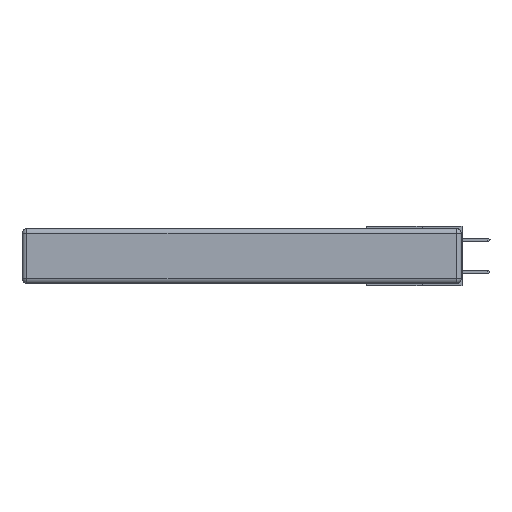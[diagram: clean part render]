
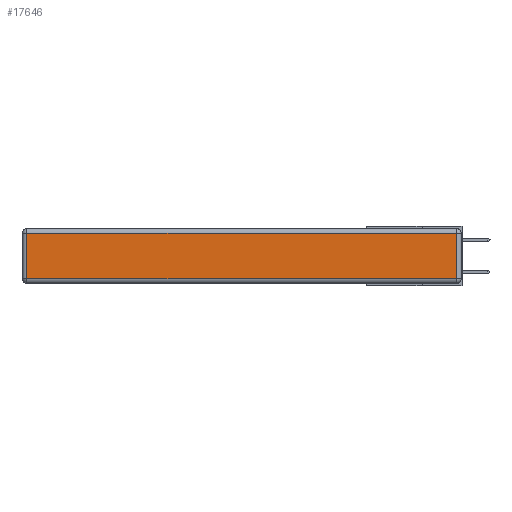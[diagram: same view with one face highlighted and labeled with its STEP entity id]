
A CAD part, left-side view. The second image highlights one B-rep face of the part: STEP entity #17646.
In plain terms, the highlighted planar face has unit normal (-1, 0, 0).
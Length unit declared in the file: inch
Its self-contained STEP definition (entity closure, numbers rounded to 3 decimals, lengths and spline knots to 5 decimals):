
#101 = VECTOR ( 'NONE', #11212, 39.37008 ) ;
#236 = CARTESIAN_POINT ( 'NONE',  ( 0., 2.72, -0.343 ) ) ;
#2177 = PLANE ( 'NONE',  #16218 ) ;
#3008 = ORIENTED_EDGE ( 'NONE', *, *, #18688, .T. ) ;
#3622 = DIRECTION ( 'NONE',  ( -1., 0., 0. ) ) ;
#5598 = CARTESIAN_POINT ( 'NONE',  ( 0., 2.75, -0.03 ) ) ;
#5651 = VECTOR ( 'NONE', #7286, 39.37008 ) ;
#6751 = CARTESIAN_POINT ( 'NONE',  ( 0., 0., -0.313 ) ) ;
#7286 = DIRECTION ( 'NONE',  ( 0., 0., 1. ) ) ;
#7630 = ORIENTED_EDGE ( 'NONE', *, *, #24548, .T. ) ;
#8697 = CARTESIAN_POINT ( 'NONE',  ( 0., 0.03, -0.313 ) ) ;
#9441 = DIRECTION ( 'NONE',  ( 0., 0., -1. ) ) ;
#9866 = LINE ( 'NONE', #236, #27421 ) ;
#10996 = ORIENTED_EDGE ( 'NONE', *, *, #26554, .T. ) ;
#11212 = DIRECTION ( 'NONE',  ( 0., -1., 0. ) ) ;
#11431 = CARTESIAN_POINT ( 'NONE',  ( 0., 2.72, -0.03 ) ) ;
#12362 = CARTESIAN_POINT ( 'NONE',  ( 0., 0.03, -0.03 ) ) ;
#12458 = LINE ( 'NONE', #5598, #21765 ) ;
#12595 = CARTESIAN_POINT ( 'NONE',  ( 0., 2.72, -0.313 ) ) ;
#13113 = EDGE_LOOP ( 'NONE', ( #7630, #3008, #10996, #18155 ) ) ;
#13776 = VERTEX_POINT ( 'NONE', #12362 ) ;
#14097 = EDGE_CURVE ( 'NONE', #15774, #19418, #9866, .T. ) ;
#15774 = VERTEX_POINT ( 'NONE', #11431 ) ;
#16218 = AXIS2_PLACEMENT_3D ( 'NONE', #22865, #3622, #27618 ) ;
#16387 = CARTESIAN_POINT ( 'NONE',  ( 0., 0.03, -0.343 ) ) ;
#17137 = DIRECTION ( 'NONE',  ( 0., 1., 0. ) ) ;
#17583 = FACE_OUTER_BOUND ( 'NONE', #13113, .T. ) ;
#17646 = ADVANCED_FACE ( 'NONE', ( #17583 ), #2177, .T. ) ;
#18155 = ORIENTED_EDGE ( 'NONE', *, *, #14097, .T. ) ;
#18688 = EDGE_CURVE ( 'NONE', #24131, #13776, #19627, .T. ) ;
#19418 = VERTEX_POINT ( 'NONE', #12595 ) ;
#19425 = LINE ( 'NONE', #6751, #101 ) ;
#19627 = LINE ( 'NONE', #16387, #5651 ) ;
#21765 = VECTOR ( 'NONE', #17137, 39.37008 ) ;
#22865 = CARTESIAN_POINT ( 'NONE',  ( 0., 0., -0.343 ) ) ;
#24131 = VERTEX_POINT ( 'NONE', #8697 ) ;
#24548 = EDGE_CURVE ( 'NONE', #19418, #24131, #19425, .T. ) ;
#26554 = EDGE_CURVE ( 'NONE', #13776, #15774, #12458, .T. ) ;
#27421 = VECTOR ( 'NONE', #9441, 39.37008 ) ;
#27618 = DIRECTION ( 'NONE',  ( 0., 0., 1. ) ) ;
